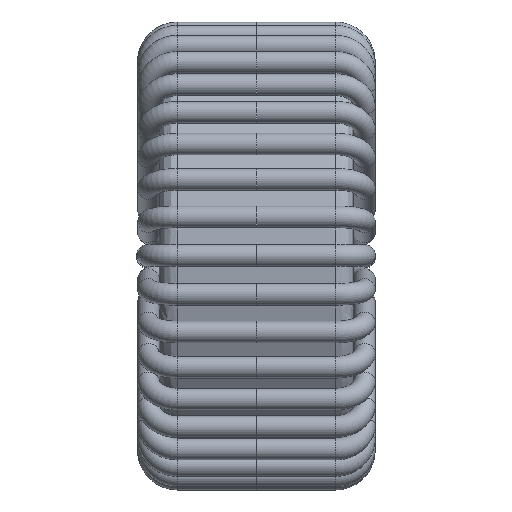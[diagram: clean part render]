
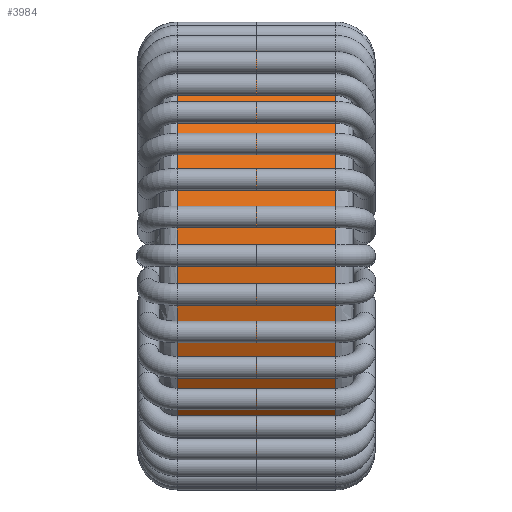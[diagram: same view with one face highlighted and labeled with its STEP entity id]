
A CAD part, top view. The second image highlights one B-rep face of the part: STEP entity #3984.
In plain terms, the highlighted cylindrical face has radius 14.756 mm (diameter 29.512 mm), a full revolution.
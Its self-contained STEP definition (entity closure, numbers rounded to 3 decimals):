
#657=LINE('',#6887,#665);
#658=LINE('',#6889,#666);
#665=VECTOR('',#5251,11.01);
#666=VECTOR('',#5252,11.01);
#673=CYLINDRICAL_SURFACE('',#4443,14.756);
#862=FACE_OUTER_BOUND('',#1278,.T.);
#1278=EDGE_LOOP('',(#3191,#3192,#3193,#3194));
#2026=CIRCLE('',#4442,14.756);
#2027=CIRCLE('',#4444,14.756);
#2403=VERTEX_POINT('',#6877);
#2406=VERTEX_POINT('',#6882);
#2407=VERTEX_POINT('',#6886);
#2408=VERTEX_POINT('',#6888);
#2794=EDGE_CURVE('',#2403,#2406,#2026,.T.);
#2795=EDGE_CURVE('',#2407,#2403,#657,.T.);
#2796=EDGE_CURVE('',#2408,#2406,#658,.T.);
#2797=EDGE_CURVE('',#2407,#2408,#2027,.T.);
#3191=ORIENTED_EDGE('',*,*,#2795,.T.);
#3192=ORIENTED_EDGE('',*,*,#2794,.T.);
#3193=ORIENTED_EDGE('',*,*,#2796,.F.);
#3194=ORIENTED_EDGE('',*,*,#2797,.F.);
#3984=ADVANCED_FACE('',(#862),#673,.T.);
#4442=AXIS2_PLACEMENT_3D('',#6884,#5247,#5248);
#4443=AXIS2_PLACEMENT_3D('',#6885,#5249,#5250);
#4444=AXIS2_PLACEMENT_3D('',#6890,#5253,#5254);
#5247=DIRECTION('center_axis',(-1.,0.,0.));
#5248=DIRECTION('ref_axis',(0.,-0.001,1.));
#5249=DIRECTION('center_axis',(-1.,0.,0.));
#5250=DIRECTION('ref_axis',(0.,-0.001,1.));
#5251=DIRECTION('',(1.,0.,0.));
#5252=DIRECTION('',(1.,0.,0.));
#5253=DIRECTION('center_axis',(-1.,0.,0.));
#5254=DIRECTION('ref_axis',(0.,-0.001,1.));
#6877=CARTESIAN_POINT('',(5.505,0.,31.012));
#6882=CARTESIAN_POINT('',(5.505,-0.013,31.012));
#6884=CARTESIAN_POINT('Origin',(5.505,0.01,16.256));
#6885=CARTESIAN_POINT('Origin',(0.,0.01,
16.256));
#6886=CARTESIAN_POINT('',(-5.505,0.,31.012));
#6887=CARTESIAN_POINT('',(-5.505,0.,31.012));
#6888=CARTESIAN_POINT('',(-5.505,-0.013,31.012));
#6889=CARTESIAN_POINT('',(-5.505,-0.013,31.012));
#6890=CARTESIAN_POINT('Origin',(-5.505,0.01,16.256));
